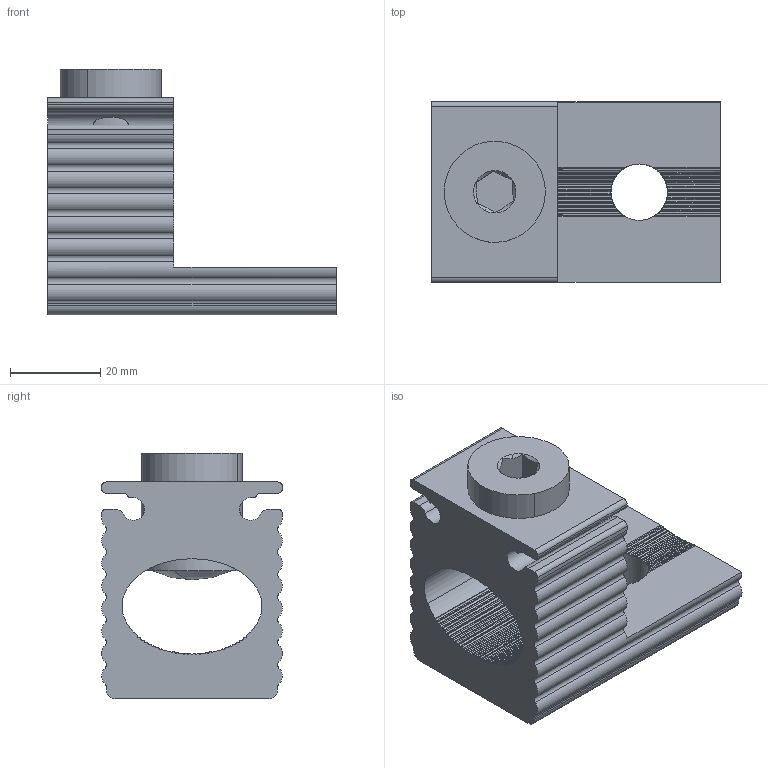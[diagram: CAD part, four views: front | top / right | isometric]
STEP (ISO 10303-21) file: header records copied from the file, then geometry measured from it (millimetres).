
FILE_DESCRIPTION(('Creo Elements/Direct Modeling STEP Export'),'2;1');
FILE_NAME('VC02-0015.stp','2018-03-12T 8:57:11',(''),(''),'PTC Creo Elements/Direct Modeling STEP processor for AP214 (Solid Model)','PTC Creo Elements/Direct Modeling 19.0 09-May-2014 (C) Parametric Technology GmbH','');
FILE_SCHEMA(('AUTOMOTIVE_DESIGN { 1 0 10303 214 1 1 1 1 }'));
Length unit declared in the file: millimetre
Products named in the file (2): VC02-0015
Assembly tree (1 placements, depth 2):
  VC02-0015
    VC02-0015
Bounding box: 64 x 40 x 54.34 mm (x, y, z)
Volume: 52487.5 mm3; surface area: 15516.1 mm2
Topology: 1 solids, 1 shells, 230 faces, 716 edges, 489 vertices
Faces by surface type: cylinder 192, plane 34, cone 2, sphere 2
Entity records: 9036 total; most frequent: CARTESIAN_POINT 2535, ORIENTED_EDGE 1428, DIRECTION 1322, EDGE_CURVE 714, AXIS2_PLACEMENT_3D 529, VERTEX_POINT 489, CIRCLE 301, VECTOR 264
